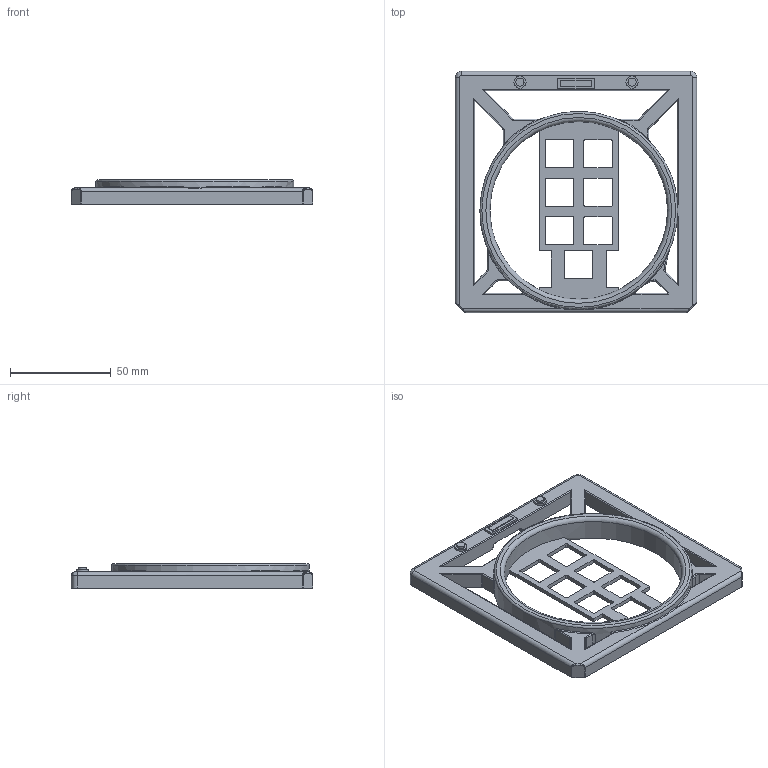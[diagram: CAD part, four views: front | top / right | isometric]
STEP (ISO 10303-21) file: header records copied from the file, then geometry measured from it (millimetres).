
FILE_DESCRIPTION(/* description */ (''),/* implementation_level */ '2;1');
FILE_NAME(/* name */ 'TOP.step',/* time_stamp */ '2026-02-07T18:54:09-03:00',/* author */ (''),/* organization */ (''),/* preprocessor_version */ 'ST-DEVELOPER v20.1',/* originating_system */ 'Autodesk Translation Framework v14.24.0.0',/* authorisation */ '');
FILE_SCHEMA (('AUTOMOTIVE_DESIGN { 1 0 10303 214 3 1 1 }'));
Length unit declared in the file: millimetre
Products named in the file (2): 2026-02-04-13-18-44-775; 2026-02-04-14-37-11-320
Assembly tree (1 placements, depth 2):
  2026-02-04-13-18-44-775
    2026-02-04-14-37-11-320
Bounding box: 119.5 x 119.5 x 12.1 mm (x, y, z)
Volume: 56392.6 mm3; surface area: 29436.9 mm2
Topology: 1 solids, 1 shells, 248 faces, 670 edges, 408 vertices
Faces by surface type: cylinder 99, plane 96, bspline 36, torus 17
Full cylindrical faces by diameter (mm): 4 x2, 4.7 x4, 6 x2, 88 x1, 98 x1
Entity records: 8747 total; most frequent: CARTESIAN_POINT 2411, ORIENTED_EDGE 1312, DIRECTION 1291, EDGE_CURVE 656, AXIS2_PLACEMENT_3D 470, VERTEX_POINT 408, LINE 351, VECTOR 351
